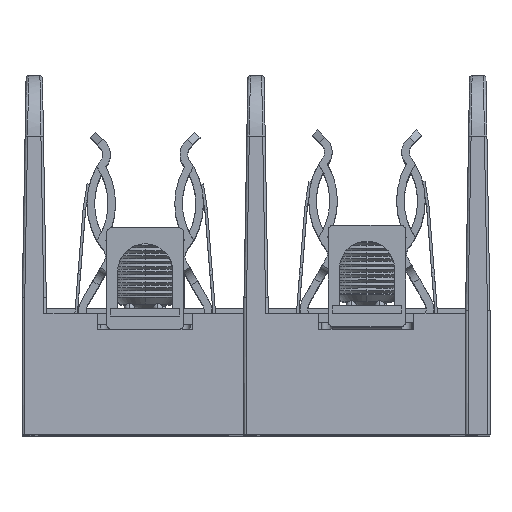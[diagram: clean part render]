
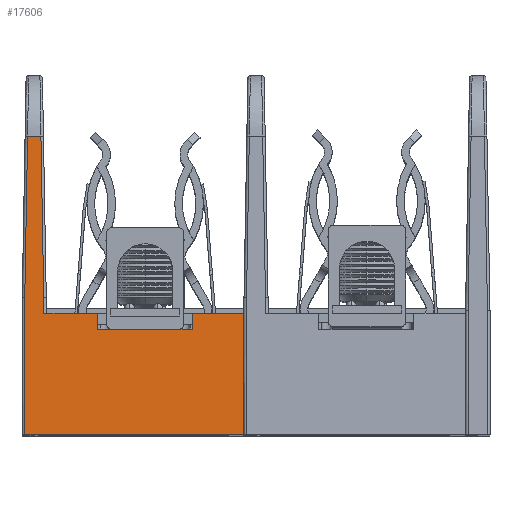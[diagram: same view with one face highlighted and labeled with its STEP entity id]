
A CAD part, top view. The second image highlights one B-rep face of the part: STEP entity #17606.
In plain terms, the highlighted planar face has unit normal (0, 0.035, 0.999).
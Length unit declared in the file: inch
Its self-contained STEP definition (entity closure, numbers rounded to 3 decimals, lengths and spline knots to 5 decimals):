
#66 = DIRECTION ( 'NONE',  ( 0., -0.999, 0.035 ) ) ;
#67 = VECTOR ( 'NONE', #66, 39.37008 ) ;
#68 = LINE ( 'NONE', #73, #67 ) ;
#73 = CARTESIAN_POINT ( 'NONE',  ( 1.312, 0., 2.375 ) ) ;
#172 = CARTESIAN_POINT ( 'NONE',  ( 1.312, 0.72, 2.34986 ) ) ;
#306 = CARTESIAN_POINT ( 'NONE',  ( 1.312, 0., 2.375 ) ) ;
#867 = DIRECTION ( 'NONE',  ( 1., 0., 0. ) ) ;
#919 = VECTOR ( 'NONE', #867, 39.37008 ) ;
#920 = CARTESIAN_POINT ( 'NONE',  ( 0., 0.72, 2.34986 ) ) ;
#921 = LINE ( 'NONE', #920, #919 ) ;
#968 = DIRECTION ( 'NONE',  ( 1., 0., 0. ) ) ;
#969 = VECTOR ( 'NONE', #968, 39.37008 ) ;
#970 = CARTESIAN_POINT ( 'NONE',  ( 0., 0.72, 2.34986 ) ) ;
#975 = CARTESIAN_POINT ( 'NONE',  ( 0.4445, 0.72, 2.34986 ) ) ;
#976 = LINE ( 'NONE', #970, #969 ) ;
#993 = CARTESIAN_POINT ( 'NONE',  ( 0.13, 0.72, 2.34986 ) ) ;
#1066 = DIRECTION ( 'NONE',  ( -0.017, -0.999, 0.035 ) ) ;
#1067 = VECTOR ( 'NONE', #1066, 39.37008 ) ;
#1068 = CARTESIAN_POINT ( 'NONE',  ( 0.01637, 0.81474, 2.34655 ) ) ;
#1069 = LINE ( 'NONE', #1068, #1067 ) ;
#1074 = DIRECTION ( 'NONE',  ( 1., 0., 0. ) ) ;
#1075 = VECTOR ( 'NONE', #1074, 39.37008 ) ;
#1080 = CARTESIAN_POINT ( 'NONE',  ( 0., 0.815, 2.34654 ) ) ;
#1081 = CARTESIAN_POINT ( 'NONE',  ( 0.12862, 0.815, 2.34654 ) ) ;
#1082 = CARTESIAN_POINT ( 'NONE',  ( 0.03301, 1.76791, 2.31326 ) ) ;
#1094 = LINE ( 'NONE', #1080, #1075 ) ;
#1095 = CARTESIAN_POINT ( 'NONE',  ( 0.015, 0.815, 2.34654 ) ) ;
#1096 = CARTESIAN_POINT ( 'NONE',  ( 0.11199, 1.76791, 2.31326 ) ) ;
#1098 = CARTESIAN_POINT ( 'NONE',  ( 1.0065, 0.72, 2.34986 ) ) ;
#1373 = FACE_OUTER_BOUND ( 'NONE', #17585, .T. ) ;
#1374 = CARTESIAN_POINT ( 'NONE',  ( 0.13, 0.815, 2.34654 ) ) ;
#1387 = PLANE ( 'NONE',  #1393 ) ;
#1393 = AXIS2_PLACEMENT_3D ( 'NONE', #1453, #1452, #1451 ) ;
#1451 = DIRECTION ( 'NONE',  ( 0., -0.999, 0.035 ) ) ;
#1452 = DIRECTION ( 'NONE',  ( 0., 0.035, 0.999 ) ) ;
#1453 = CARTESIAN_POINT ( 'NONE',  ( 0., 0., 2.375 ) ) ;
#1462 = DIRECTION ( 'NONE',  ( 0., 0.999, -0.035 ) ) ;
#1463 = VECTOR ( 'NONE', #1462, 39.37008 ) ;
#1464 = CARTESIAN_POINT ( 'NONE',  ( 0.13, 0., 2.375 ) ) ;
#1466 = LINE ( 'NONE', #1464, #1463 ) ;
#1474 = DIRECTION ( 'NONE',  ( -1., 0., 0. ) ) ;
#1475 = VECTOR ( 'NONE', #1474, 39.37008 ) ;
#1476 = CARTESIAN_POINT ( 'NONE',  ( 0., 1.76791, 2.31326 ) ) ;
#1484 = LINE ( 'NONE', #1476, #1475 ) ;
#1522 = DIRECTION ( 'NONE',  ( -0.017, 0.999, -0.035 ) ) ;
#1523 = VECTOR ( 'NONE', #1522, 39.37008 ) ;
#1524 = CARTESIAN_POINT ( 'NONE',  ( 0.11199, 1.76765, 2.31327 ) ) ;
#1525 = LINE ( 'NONE', #1524, #1523 ) ;
#1534 = CARTESIAN_POINT ( 'NONE',  ( 0.4445, 0.625, 2.35317 ) ) ;
#1593 = CARTESIAN_POINT ( 'NONE',  ( 0.01638, 0.815, 2.34654 ) ) ;
#5087 = LINE ( 'NONE', #5187, #5186 ) ;
#5107 = CARTESIAN_POINT ( 'NONE',  ( 0.4445, 0., 2.375 ) ) ;
#5122 = DIRECTION ( 'NONE',  ( 1., 0., 0. ) ) ;
#5159 = DIRECTION ( 'NONE',  ( 0., -0.999, 0.035 ) ) ;
#5160 = VECTOR ( 'NONE', #5159, 39.37008 ) ;
#5161 = CARTESIAN_POINT ( 'NONE',  ( 0.015, 0., 2.375 ) ) ;
#5163 = CARTESIAN_POINT ( 'NONE',  ( 1.0065, 0.625, 2.35317 ) ) ;
#5164 = DIRECTION ( 'NONE',  ( 1., 0., 0. ) ) ;
#5165 = VECTOR ( 'NONE', #5164, 39.37008 ) ;
#5166 = CARTESIAN_POINT ( 'NONE',  ( 0., 0.815, 2.34654 ) ) ;
#5167 = LINE ( 'NONE', #5166, #5165 ) ;
#5168 = DIRECTION ( 'NONE',  ( 0., 0.999, -0.035 ) ) ;
#5182 = LINE ( 'NONE', #5161, #5160 ) ;
#5183 = DIRECTION ( 'NONE',  ( 0., 0.999, -0.035 ) ) ;
#5184 = VECTOR ( 'NONE', #5183, 39.37008 ) ;
#5185 = CARTESIAN_POINT ( 'NONE',  ( 1.0065, 0.62703, 2.3531 ) ) ;
#5186 = VECTOR ( 'NONE', #5122, 39.37008 ) ;
#5187 = CARTESIAN_POINT ( 'NONE',  ( 0., 0., 2.375 ) ) ;
#5188 = LINE ( 'NONE', #5185, #5184 ) ;
#5189 = CARTESIAN_POINT ( 'NONE',  ( 0.015, 0., 2.375 ) ) ;
#5212 = VECTOR ( 'NONE', #5168, 39.37008 ) ;
#5213 = LINE ( 'NONE', #5107, #5212 ) ;
#5214 = DIRECTION ( 'NONE',  ( 1., 0., 0. ) ) ;
#5215 = VECTOR ( 'NONE', #5214, 39.37008 ) ;
#5216 = CARTESIAN_POINT ( 'NONE',  ( 1.179, 0.625, 2.35317 ) ) ;
#5217 = LINE ( 'NONE', #5216, #5215 ) ;
#15464 = ORIENTED_EDGE ( 'NONE', *, *, #17370, .F. ) ;
#16527 = VERTEX_POINT ( 'NONE', #172 ) ;
#16538 = EDGE_CURVE ( 'NONE', #16527, #16766, #68, .T. ) ;
#16766 = VERTEX_POINT ( 'NONE', #306 ) ;
#17205 = VERTEX_POINT ( 'NONE', #975 ) ;
#17208 = EDGE_CURVE ( 'NONE', #17327, #16527, #976, .T. ) ;
#17222 = VERTEX_POINT ( 'NONE', #993 ) ;
#17232 = EDGE_CURVE ( 'NONE', #17222, #17205, #921, .T. ) ;
#17327 = VERTEX_POINT ( 'NONE', #1098 ) ;
#17353 = VERTEX_POINT ( 'NONE', #1096 ) ;
#17354 = VERTEX_POINT ( 'NONE', #1095 ) ;
#17370 = EDGE_CURVE ( 'NONE', #17373, #17605, #1094, .T. ) ;
#17372 = VERTEX_POINT ( 'NONE', #1082 ) ;
#17373 = VERTEX_POINT ( 'NONE', #1081 ) ;
#17374 = EDGE_CURVE ( 'NONE', #17372, #17862, #1069, .T. ) ;
#17375 = ORIENTED_EDGE ( 'NONE', *, *, #18222, .T. ) ;
#17542 = ORIENTED_EDGE ( 'NONE', *, *, #17596, .T. ) ;
#17585 = EDGE_LOOP ( 'NONE', ( #17609, #17542, #15464, #17889, #17886, #17864, #18213, #18221, #17375, #18220, #18231, #18224, #18223, #18203 ) ) ;
#17596 = EDGE_CURVE ( 'NONE', #17222, #17605, #1466, .T. ) ;
#17605 = VERTEX_POINT ( 'NONE', #1374 ) ;
#17606 = ADVANCED_FACE ( 'NONE', ( #1373 ), #1387, .T. ) ;
#17609 = ORIENTED_EDGE ( 'NONE', *, *, #17232, .F. ) ;
#17861 = EDGE_CURVE ( 'NONE', #17373, #17353, #1525, .T. ) ;
#17862 = VERTEX_POINT ( 'NONE', #1593 ) ;
#17863 = VERTEX_POINT ( 'NONE', #1534 ) ;
#17864 = ORIENTED_EDGE ( 'NONE', *, *, #17374, .T. ) ;
#17886 = ORIENTED_EDGE ( 'NONE', *, *, #17890, .T. ) ;
#17889 = ORIENTED_EDGE ( 'NONE', *, *, #17861, .T. ) ;
#17890 = EDGE_CURVE ( 'NONE', #17353, #17372, #1484, .T. ) ;
#18203 = ORIENTED_EDGE ( 'NONE', *, *, #18212, .T. ) ;
#18207 = EDGE_CURVE ( 'NONE', #17863, #18219, #5217, .T. ) ;
#18212 = EDGE_CURVE ( 'NONE', #17863, #17205, #5213, .T. ) ;
#18213 = ORIENTED_EDGE ( 'NONE', *, *, #18214, .F. ) ;
#18214 = EDGE_CURVE ( 'NONE', #17354, #17862, #5167, .T. ) ;
#18215 = EDGE_CURVE ( 'NONE', #18219, #17327, #5188, .T. ) ;
#18216 = VERTEX_POINT ( 'NONE', #5189 ) ;
#18218 = EDGE_CURVE ( 'NONE', #17354, #18216, #5182, .T. ) ;
#18219 = VERTEX_POINT ( 'NONE', #5163 ) ;
#18220 = ORIENTED_EDGE ( 'NONE', *, *, #16538, .F. ) ;
#18221 = ORIENTED_EDGE ( 'NONE', *, *, #18218, .T. ) ;
#18222 = EDGE_CURVE ( 'NONE', #18216, #16766, #5087, .T. ) ;
#18223 = ORIENTED_EDGE ( 'NONE', *, *, #18207, .F. ) ;
#18224 = ORIENTED_EDGE ( 'NONE', *, *, #18215, .F. ) ;
#18231 = ORIENTED_EDGE ( 'NONE', *, *, #17208, .F. ) ;
